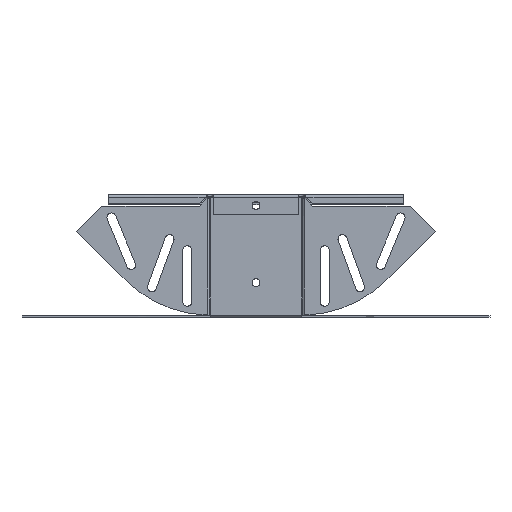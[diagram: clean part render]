
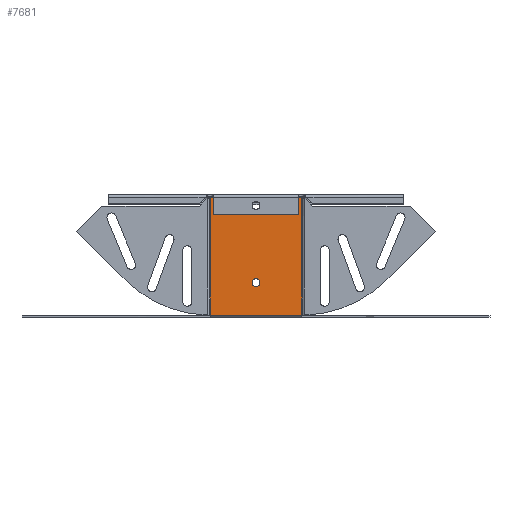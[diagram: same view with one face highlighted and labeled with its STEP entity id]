
A CAD part, front view. The second image highlights one B-rep face of the part: STEP entity #7681.
In plain terms, the highlighted planar face has unit normal (0, -1, 0).
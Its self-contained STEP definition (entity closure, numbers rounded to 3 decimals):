
#28 = CARTESIAN_POINT ( 'NONE',  ( 35.586, -1., -91.75 ) ) ;
#111 = ORIENTED_EDGE ( 'NONE', *, *, #8836, .F. ) ;
#181 = CARTESIAN_POINT ( 'NONE',  ( -35.586, -1., 2.25 ) ) ;
#249 = LINE ( 'NONE', #7697, #9697 ) ;
#278 = CARTESIAN_POINT ( 'NONE',  ( -35.5, -1., 2.25 ) ) ;
#317 = DIRECTION ( 'NONE',  ( 0., 1., 0. ) ) ;
#356 = ORIENTED_EDGE ( 'NONE', *, *, #8529, .T. ) ;
#385 = DIRECTION ( 'NONE',  ( 0., 0., 1. ) ) ;
#444 = ORIENTED_EDGE ( 'NONE', *, *, #9253, .F. ) ;
#528 = CARTESIAN_POINT ( 'NONE',  ( 35.586, -1., 0. ) ) ;
#565 = AXIS2_PLACEMENT_3D ( 'NONE', #1814, #5634, #11480 ) ;
#1042 = CIRCLE ( 'NONE', #10104, 3.1 ) ;
#1649 = VERTEX_POINT ( 'NONE', #3553 ) ;
#1696 = VECTOR ( 'NONE', #5016, 1000. ) ;
#1814 = CARTESIAN_POINT ( 'NONE',  ( 0., -1., -6.5 ) ) ;
#2017 = DIRECTION ( 'NONE',  ( 0., -1., 0. ) ) ;
#2053 = EDGE_CURVE ( 'NONE', #5415, #5330, #8393, .T. ) ;
#2069 = LINE ( 'NONE', #181, #1696 ) ;
#2086 = CARTESIAN_POINT ( 'NONE',  ( 0., -1., -66.5 ) ) ;
#2359 = AXIS2_PLACEMENT_3D ( 'NONE', #2086, #9036, #385 ) ;
#2929 = AXIS2_PLACEMENT_3D ( 'NONE', #4789, #2017, #4842 ) ;
#3101 = CARTESIAN_POINT ( 'NONE',  ( -35.5, -1., 2.25 ) ) ;
#3303 = EDGE_CURVE ( 'NONE', #12225, #9600, #3956, .T. ) ;
#3496 = DIRECTION ( 'NONE',  ( 0., 0., 1. ) ) ;
#3534 = CARTESIAN_POINT ( 'NONE',  ( -35.5, -1., -91.75 ) ) ;
#3553 = CARTESIAN_POINT ( 'NONE',  ( 0., -1., -3.4 ) ) ;
#3748 = ORIENTED_EDGE ( 'NONE', *, *, #8407, .T. ) ;
#3782 = CARTESIAN_POINT ( 'NONE',  ( 0., -1., -69.6 ) ) ;
#3956 = CIRCLE ( 'NONE', #9190, 94. ) ;
#4017 = DIRECTION ( 'NONE',  ( 0., 0., 1. ) ) ;
#4046 = VERTEX_POINT ( 'NONE', #8170 ) ;
#4355 = EDGE_LOOP ( 'NONE', ( #11458, #9669 ) ) ;
#4609 = EDGE_CURVE ( 'NONE', #11320, #8278, #11037, .T. ) ;
#4789 = CARTESIAN_POINT ( 'NONE',  ( 35.5, -1., 2.25 ) ) ;
#4842 = DIRECTION ( 'NONE',  ( 0., 0., 1. ) ) ;
#5016 = DIRECTION ( 'NONE',  ( 0., 0., 1. ) ) ;
#5063 = FACE_OUTER_BOUND ( 'NONE', #6370, .T. ) ;
#5136 = EDGE_CURVE ( 'NONE', #4046, #1649, #9429, .T. ) ;
#5184 = LINE ( 'NONE', #11091, #9906 ) ;
#5330 = VERTEX_POINT ( 'NONE', #528 ) ;
#5406 = CARTESIAN_POINT ( 'NONE',  ( 35.5, -1., -91.75 ) ) ;
#5415 = VERTEX_POINT ( 'NONE', #8089 ) ;
#5457 = CARTESIAN_POINT ( 'NONE',  ( -35.586, -1., -91.75 ) ) ;
#5564 = CARTESIAN_POINT ( 'NONE',  ( 0., -1., -6.5 ) ) ;
#5574 = VECTOR ( 'NONE', #6414, 1000. ) ;
#5634 = DIRECTION ( 'NONE',  ( 0., 1., 0. ) ) ;
#5842 = VERTEX_POINT ( 'NONE', #5406 ) ;
#5922 = ORIENTED_EDGE ( 'NONE', *, *, #2053, .F. ) ;
#6370 = EDGE_LOOP ( 'NONE', ( #444, #11803, #3748, #5922, #111, #7253 ) ) ;
#6414 = DIRECTION ( 'NONE',  ( 1., 0., 0. ) ) ;
#6912 = CARTESIAN_POINT ( 'NONE',  ( 0., -1., -63.4 ) ) ;
#7065 = DIRECTION ( 'NONE',  ( 0., 1., 0. ) ) ;
#7253 = ORIENTED_EDGE ( 'NONE', *, *, #3303, .F. ) ;
#7681 = ADVANCED_FACE ( 'NONE', ( #11678, #5063, #8042 ), #8874, .F. ) ;
#7697 = CARTESIAN_POINT ( 'NONE',  ( 0., -1., -91.75 ) ) ;
#7786 = EDGE_LOOP ( 'NONE', ( #356, #11916 ) ) ;
#7855 = CARTESIAN_POINT ( 'NONE',  ( 0., -1., -66.5 ) ) ;
#7976 = DIRECTION ( 'NONE',  ( 0., 1., 0. ) ) ;
#8042 = FACE_BOUND ( 'NONE', #7786, .T. ) ;
#8089 = CARTESIAN_POINT ( 'NONE',  ( -35.586, -1., 0. ) ) ;
#8170 = CARTESIAN_POINT ( 'NONE',  ( 0., -1., -9.6 ) ) ;
#8210 = AXIS2_PLACEMENT_3D ( 'NONE', #278, #7976, #4017 ) ;
#8278 = VERTEX_POINT ( 'NONE', #3782 ) ;
#8361 = CIRCLE ( 'NONE', #2929, 94. ) ;
#8393 = LINE ( 'NONE', #10438, #5574 ) ;
#8407 = EDGE_CURVE ( 'NONE', #10401, #5330, #5184, .T. ) ;
#8529 = EDGE_CURVE ( 'NONE', #1649, #4046, #12381, .T. ) ;
#8836 = EDGE_CURVE ( 'NONE', #9600, #5415, #2069, .T. ) ;
#8874 = PLANE ( 'NONE',  #8210 ) ;
#8900 = DIRECTION ( 'NONE',  ( -1., 0., 0. ) ) ;
#8902 = DIRECTION ( 'NONE',  ( 0., 0., 1. ) ) ;
#9036 = DIRECTION ( 'NONE',  ( 0., 1., 0. ) ) ;
#9119 = DIRECTION ( 'NONE',  ( 0., 0., 1. ) ) ;
#9190 = AXIS2_PLACEMENT_3D ( 'NONE', #3101, #317, #8902 ) ;
#9252 = EDGE_CURVE ( 'NONE', #8278, #11320, #1042, .T. ) ;
#9253 = EDGE_CURVE ( 'NONE', #5842, #12225, #249, .T. ) ;
#9429 = CIRCLE ( 'NONE', #565, 3.1 ) ;
#9600 = VERTEX_POINT ( 'NONE', #5457 ) ;
#9669 = ORIENTED_EDGE ( 'NONE', *, *, #9252, .T. ) ;
#9697 = VECTOR ( 'NONE', #8900, 1000. ) ;
#9906 = VECTOR ( 'NONE', #9119, 1000. ) ;
#10104 = AXIS2_PLACEMENT_3D ( 'NONE', #7855, #7065, #11586 ) ;
#10127 = AXIS2_PLACEMENT_3D ( 'NONE', #5564, #12433, #3496 ) ;
#10401 = VERTEX_POINT ( 'NONE', #28 ) ;
#10438 = CARTESIAN_POINT ( 'NONE',  ( -9.5, -1., 0. ) ) ;
#11037 = CIRCLE ( 'NONE', #2359, 3.1 ) ;
#11091 = CARTESIAN_POINT ( 'NONE',  ( 35.586, -1., 2.25 ) ) ;
#11320 = VERTEX_POINT ( 'NONE', #6912 ) ;
#11458 = ORIENTED_EDGE ( 'NONE', *, *, #4609, .T. ) ;
#11480 = DIRECTION ( 'NONE',  ( 0., 0., 1. ) ) ;
#11586 = DIRECTION ( 'NONE',  ( 0., 0., 1. ) ) ;
#11678 = FACE_BOUND ( 'NONE', #4355, .T. ) ;
#11803 = ORIENTED_EDGE ( 'NONE', *, *, #12367, .T. ) ;
#11916 = ORIENTED_EDGE ( 'NONE', *, *, #5136, .T. ) ;
#12225 = VERTEX_POINT ( 'NONE', #3534 ) ;
#12367 = EDGE_CURVE ( 'NONE', #5842, #10401, #8361, .T. ) ;
#12381 = CIRCLE ( 'NONE', #10127, 3.1 ) ;
#12433 = DIRECTION ( 'NONE',  ( 0., 1., 0. ) ) ;
